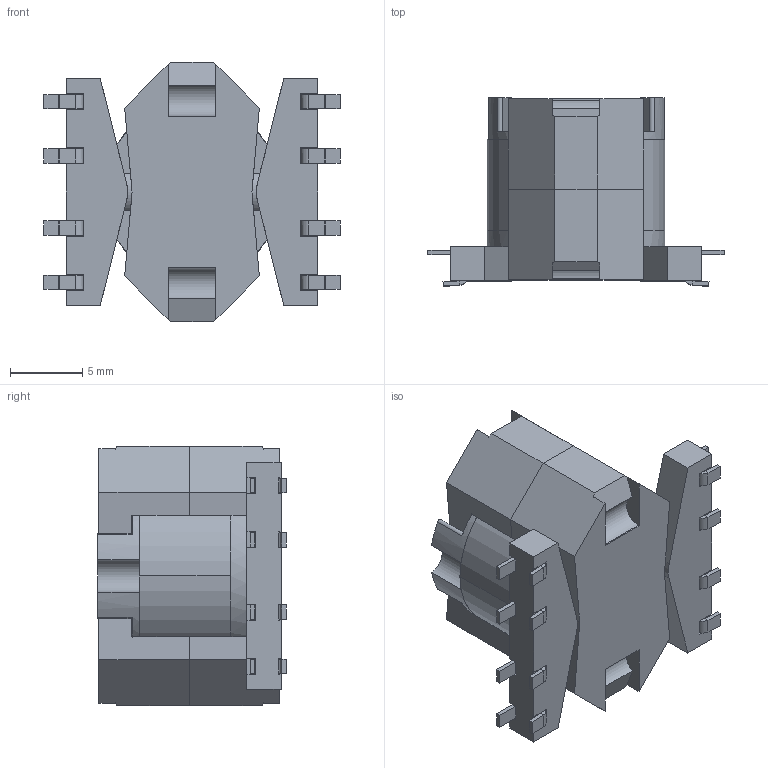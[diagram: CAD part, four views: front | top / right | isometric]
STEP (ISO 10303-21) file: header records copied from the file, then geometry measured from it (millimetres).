
FILE_DESCRIPTION (( 'STEP AP214' ), '1' );
FILE_NAME ('RM6_4892.STEP', '2021-06-29T21:18:02', ( '' ), ( '' ), 'SwSTEP 2.0', 'SolidWorks 2017', '' );
FILE_SCHEMA (( 'AUTOMOTIVE_DESIGN' ));
Length unit declared in the file: inch
Products named in the file (4): 150-2622_6A; RM6_4892; 070-4892_6A; 070-4892_coil
Assembly tree (4 placements, depth 2):
  RM6_4892
    070-4892_6A
    070-4892_coil
    150-2622_6A  x2
Bounding box: 20.5 x 13.05 x 18 mm (x, y, z)
Volume: 2160.2 mm3; surface area: 3202.6 mm2
Topology: 4 solids, 4 shells, 357 faces, 967 edges, 602 vertices
Faces by surface type: plane 268, cylinder 89
Entity records: 12753 total; most frequent: CARTESIAN_POINT 1931, ORIENTED_EDGE 1754, DIRECTION 1659, EDGE_CURVE 877, VECTOR 695, LINE 695, VERTEX_POINT 542, AXIS2_PLACEMENT_3D 482
